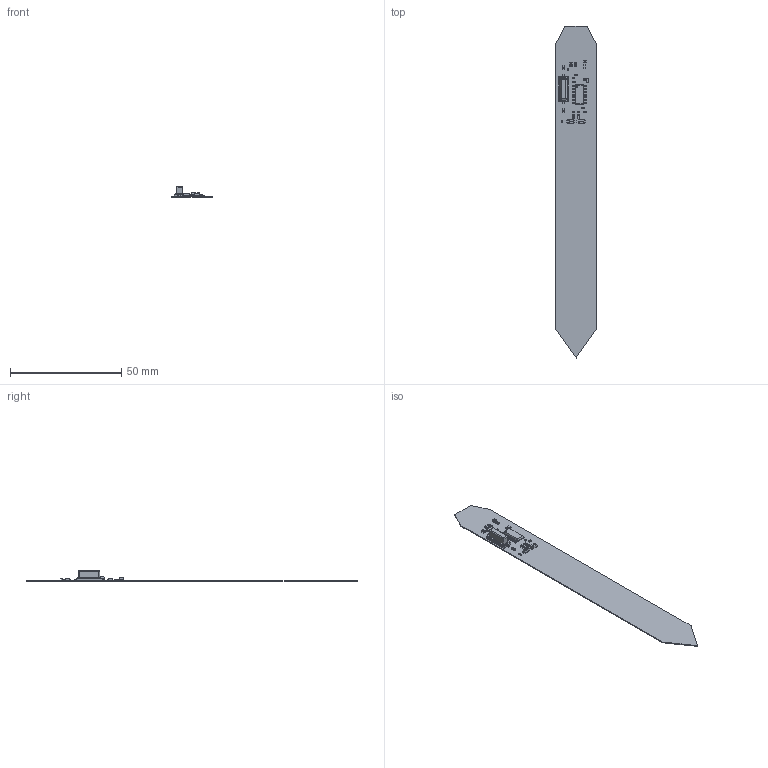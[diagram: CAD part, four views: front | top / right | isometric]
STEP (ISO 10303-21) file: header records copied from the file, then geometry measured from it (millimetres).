
FILE_DESCRIPTION(('Open CASCADE Model'),'2;1');
FILE_NAME('Open CASCADE Shape Model','2021-11-12T15:57:27',('Author'),( 'Open CASCADE'),'Open CASCADE STEP processor 6.8','Open CASCADE 6.8' ,'Unknown');
FILE_SCHEMA(('AUTOMOTIVE_DESIGN { 1 0 10303 214 1 1 1 1 }'));
Length unit declared in the file: millimetre
Products named in the file (38): PCB; Board; Open CASCADE STEP translator 6.8 2.1.1; U1; so14; Y1; 7427321392; R14; RES_1005-0402; R13; R12; R11; R10; R9; D3; SOD-123F; D2; LED0603; C9; C0402; C8; 0603_1608; C7; C6; C5; C4; R8; R7; R6; D1; C3; R5; R4; R3; R2; R1; C2; C1
Assembly tree (58 placements, depth 3):
  PCB
    Board
      Open CASCADE STEP translator 6.8 2.1.1
    U1
      so14
    Y1
      7427321392
    R14
      RES_1005-0402
    R13
      RES_1005-0402
    R12
      RES_1005-0402
    R11
      RES_1005-0402
    R10
      RES_1005-0402
    R9
      RES_1005-0402
    D3
      SOD-123F
    D2
      LED0603
    C9
      C0402
    C8
      0603_1608
    C7
      0603_1608
    C6
      C0402
    C5
      C0402
    C4
      0603_1608
    R8
      RES_1005-0402
    R7
      RES_1005-0402
    R6
      RES_1005-0402
    D1
      SOD-123F
    C3
      C0402
    R5
      RES_1005-0402
    R4
      RES_1005-0402
    R3
      RES_1005-0402
    R2
      RES_1005-0402
    R1
      RES_1005-0402
    C2
      C0402
    C1
      C0402
Bounding box: 18 x 149 x 4.91 mm (x, y, z)
Volume: 1246.9 mm3; surface area: 5791.5 mm2
Topology: 72 solids, 74 shells, 2861 faces, 7170 edges, 4458 vertices
Faces by surface type: plane 1505, bspline 903, cylinder 331, sphere 112, cone 10
Entity records: 33568 total; most frequent: CARTESIAN_POINT 9836, ORIENTED_EDGE 4032, DIRECTION 3352, EDGE_CURVE 2018, LINE 1308, VECTOR 1308, VERTEX_POINT 1288, AXIS2_PLACEMENT_3D 1022
